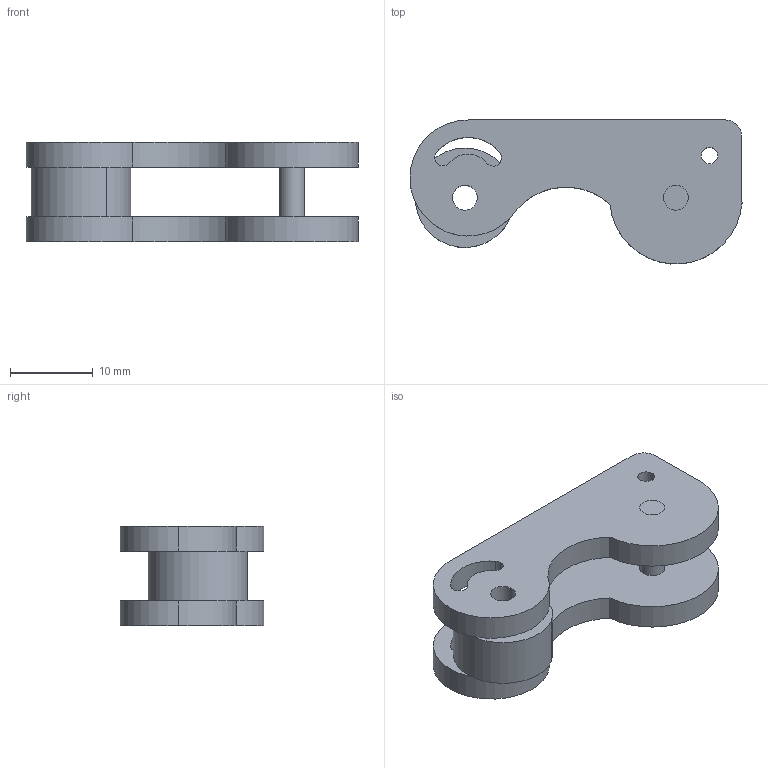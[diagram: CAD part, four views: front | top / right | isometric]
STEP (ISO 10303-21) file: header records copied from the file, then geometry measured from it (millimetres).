
FILE_DESCRIPTION (( 'STEP AP203' ), '1' );
FILE_NAME ('interLitttle_Default_sldprt.STEP', '2018-03-20T10:16:07', ( '' ), ( '' ), 'SwSTEP 2.0', 'SolidWorks 2017', '' );
FILE_SCHEMA (( 'CONFIG_CONTROL_DESIGN' ));
Length unit declared in the file: millimetre
Products named in the file (1): interLitttle_Default_sldprt
Bounding box: 40.05 x 17.35 x 12 mm (x, y, z)
Volume: 3526.5 mm3; surface area: 3408.5 mm2
Topology: 4 solids, 4 shells, 50 faces, 126 edges, 84 vertices
Faces by surface type: cylinder 38, plane 12
Entity records: 1653 total; most frequent: DIRECTION 304, CARTESIAN_POINT 261, ORIENTED_EDGE 252, AXIS2_PLACEMENT_3D 127, EDGE_CURVE 126, VERTEX_POINT 84, CIRCLE 76, EDGE_LOOP 68
